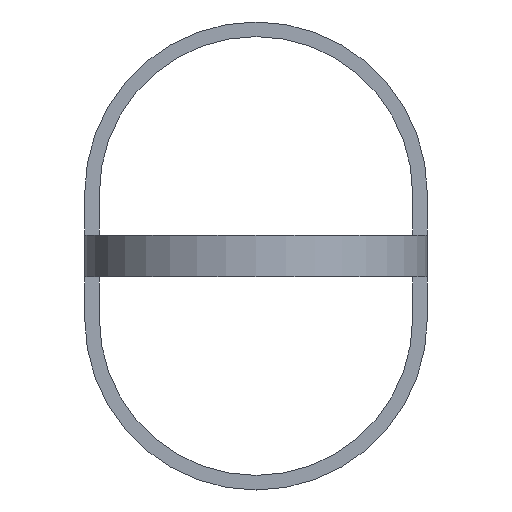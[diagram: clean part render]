
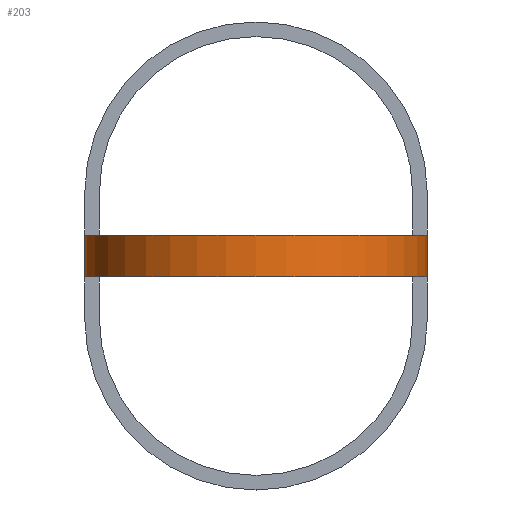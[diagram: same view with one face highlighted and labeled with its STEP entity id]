
A CAD part, left-side view. The second image highlights one B-rep face of the part: STEP entity #203.
In plain terms, the highlighted cylindrical face has radius 8.2 mm (diameter 16.4 mm), a partial arc.
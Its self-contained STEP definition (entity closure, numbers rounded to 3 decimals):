
#28 = EDGE_CURVE ( 'NONE', #502, #379, #648, .T. ) ;
#66 = DIRECTION ( 'NONE',  ( 0., 0., 1. ) ) ;
#102 = DIRECTION ( 'NONE',  ( 1., 0., 0. ) ) ;
#203 = ADVANCED_FACE ( 'NONE', ( #219 ), #681, .T. ) ;
#214 = CARTESIAN_POINT ( 'NONE',  ( -3., 8.2, 1. ) ) ;
#216 = CARTESIAN_POINT ( 'NONE',  ( -3., 0., -1. ) ) ;
#219 = FACE_OUTER_BOUND ( 'NONE', #671, .T. ) ;
#241 = VERTEX_POINT ( 'NONE', #424 ) ;
#242 = VERTEX_POINT ( 'NONE', #357 ) ;
#248 = CARTESIAN_POINT ( 'NONE',  ( -3., 16.4, 1. ) ) ;
#250 = AXIS2_PLACEMENT_3D ( 'NONE', #214, #788, #482 ) ;
#282 = CIRCLE ( 'NONE', #347, 8.2 ) ;
#295 = AXIS2_PLACEMENT_3D ( 'NONE', #670, #794, #102 ) ;
#307 = CARTESIAN_POINT ( 'NONE',  ( -3., 8.2, -1. ) ) ;
#347 = AXIS2_PLACEMENT_3D ( 'NONE', #307, #569, #373 ) ;
#357 = CARTESIAN_POINT ( 'NONE',  ( -3., 0., 1. ) ) ;
#373 = DIRECTION ( 'NONE',  ( -1., 0., 0. ) ) ;
#379 = VERTEX_POINT ( 'NONE', #248 ) ;
#389 = EDGE_CURVE ( 'NONE', #241, #502, #282, .T. ) ;
#390 = VECTOR ( 'NONE', #828, 1000. ) ;
#399 = ORIENTED_EDGE ( 'NONE', *, *, #389, .F. ) ;
#413 = ORIENTED_EDGE ( 'NONE', *, *, #513, .T. ) ;
#424 = CARTESIAN_POINT ( 'NONE',  ( -3., 0., -1. ) ) ;
#453 = EDGE_CURVE ( 'NONE', #241, #242, #764, .T. ) ;
#468 = VECTOR ( 'NONE', #66, 1000. ) ;
#482 = DIRECTION ( 'NONE',  ( -1., 0., 0. ) ) ;
#491 = ORIENTED_EDGE ( 'NONE', *, *, #28, .F. ) ;
#502 = VERTEX_POINT ( 'NONE', #712 ) ;
#513 = EDGE_CURVE ( 'NONE', #242, #379, #618, .T. ) ;
#569 = DIRECTION ( 'NONE',  ( 0., 0., -1. ) ) ;
#618 = CIRCLE ( 'NONE', #250, 8.2 ) ;
#648 = LINE ( 'NONE', #718, #390 ) ;
#670 = CARTESIAN_POINT ( 'NONE',  ( -3., 8.2, -1. ) ) ;
#671 = EDGE_LOOP ( 'NONE', ( #413, #491, #399, #750 ) ) ;
#681 = CYLINDRICAL_SURFACE ( 'NONE', #295, 8.2 ) ;
#712 = CARTESIAN_POINT ( 'NONE',  ( -3., 16.4, -1. ) ) ;
#718 = CARTESIAN_POINT ( 'NONE',  ( -3., 16.4, -1. ) ) ;
#750 = ORIENTED_EDGE ( 'NONE', *, *, #453, .T. ) ;
#764 = LINE ( 'NONE', #216, #468 ) ;
#788 = DIRECTION ( 'NONE',  ( 0., 0., -1. ) ) ;
#794 = DIRECTION ( 'NONE',  ( 0., 0., 1. ) ) ;
#828 = DIRECTION ( 'NONE',  ( 0., 0., 1. ) ) ;
